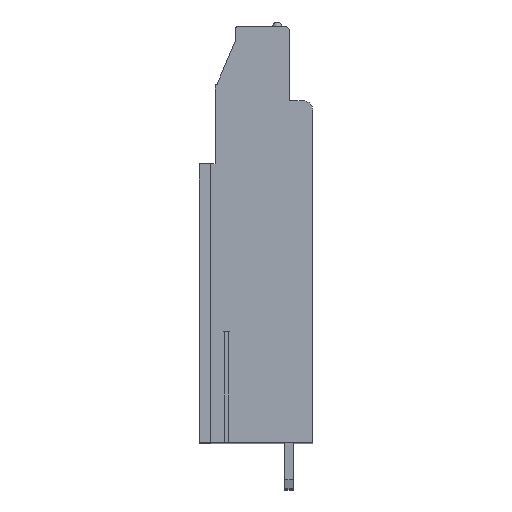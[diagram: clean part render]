
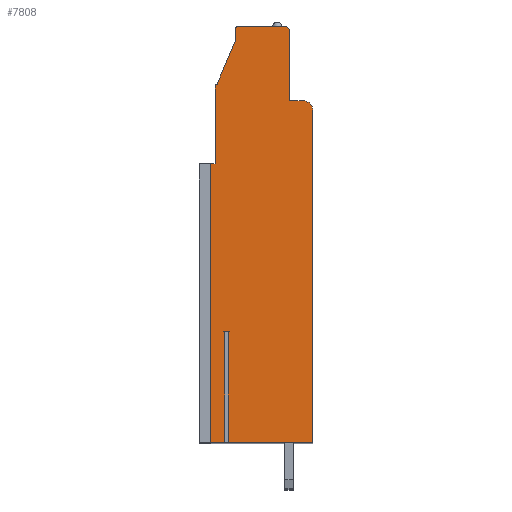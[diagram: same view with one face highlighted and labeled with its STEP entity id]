
A CAD part, top view. The second image highlights one B-rep face of the part: STEP entity #7808.
In plain terms, the highlighted planar face has unit normal (0, 0, 1).
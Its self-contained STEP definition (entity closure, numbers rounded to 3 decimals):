
#13=DIRECTION('',(0.,1.,0.));
#14=VECTOR('',#13,30.);
#15=CARTESIAN_POINT('',(-5.16,-17.199,73.66));
#16=LINE('',#15,#14);
#17=DIRECTION('',(-1.,0.,0.));
#18=VECTOR('',#17,0.5);
#19=CARTESIAN_POINT('',(-4.66,12.801,73.66));
#20=LINE('',#19,#18);
#21=DIRECTION('',(0.,-1.,0.));
#22=VECTOR('',#21,8.4);
#23=CARTESIAN_POINT('',(-4.66,21.201,73.66));
#24=LINE('',#23,#22);
#25=CARTESIAN_POINT('',(-4.46,21.201,73.66));
#26=DIRECTION('',(0.,0.,1.));
#27=DIRECTION('',(0.,1.,0.));
#28=AXIS2_PLACEMENT_3D('',#25,#26,#27);
#30=DIRECTION('',(-0.392,-0.92,0.));
#31=VECTOR('',#30,5.108);
#32=CARTESIAN_POINT('',(-2.46,26.101,73.66));
#33=LINE('',#32,#31);
#34=DIRECTION('',(0.,-1.,0.));
#35=VECTOR('',#34,1.2);
#36=CARTESIAN_POINT('',(-2.46,27.301,73.66));
#37=LINE('',#36,#35);
#38=CARTESIAN_POINT('',(-2.16,27.301,73.66));
#39=DIRECTION('',(0.,0.,1.));
#40=DIRECTION('',(0.,1.,0.));
#41=AXIS2_PLACEMENT_3D('',#38,#39,#40);
#43=DIRECTION('',(-1.,0.,0.));
#44=VECTOR('',#43,5.);
#45=CARTESIAN_POINT('',(2.84,27.601,73.66));
#46=LINE('',#45,#44);
#47=CARTESIAN_POINT('',(2.84,27.101,73.66));
#48=DIRECTION('',(0.,0.,1.));
#49=DIRECTION('',(1.,0.,0.));
#50=AXIS2_PLACEMENT_3D('',#47,#48,#49);
#52=DIRECTION('',(0.,1.,0.));
#53=VECTOR('',#52,7.5);
#54=CARTESIAN_POINT('',(3.34,19.601,73.66));
#55=LINE('',#54,#53);
#56=DIRECTION('',(-1.,0.,0.));
#57=VECTOR('',#56,1.5);
#58=CARTESIAN_POINT('',(4.84,19.601,73.66));
#59=LINE('',#58,#57);
#60=CARTESIAN_POINT('',(4.84,18.601,73.66));
#61=DIRECTION('',(0.,0.,1.));
#62=DIRECTION('',(1.,0.,0.));
#63=AXIS2_PLACEMENT_3D('',#60,#61,#62);
#65=DIRECTION('',(0.,1.,0.));
#66=VECTOR('',#65,35.8);
#67=CARTESIAN_POINT('',(5.84,-17.199,73.66));
#68=LINE('',#67,#66);
#69=DIRECTION('',(1.,0.,0.));
#70=VECTOR('',#69,9.11);
#71=CARTESIAN_POINT('',(-3.27,-17.199,73.66));
#72=LINE('',#71,#70);
#73=DIRECTION('',(0.,1.,0.));
#74=VECTOR('',#73,11.95);
#75=CARTESIAN_POINT('',(-3.27,-17.199,73.66));
#76=LINE('',#75,#74);
#77=DIRECTION('',(-1.,0.,0.));
#78=VECTOR('',#77,0.38);
#79=CARTESIAN_POINT('',(-3.27,-5.249,73.66));
#80=LINE('',#79,#78);
#81=DIRECTION('',(0.,1.,0.));
#82=VECTOR('',#81,11.95);
#83=CARTESIAN_POINT('',(-3.65,-17.199,73.66));
#84=LINE('',#83,#82);
#85=DIRECTION('',(1.,0.,0.));
#86=VECTOR('',#85,1.51);
#87=CARTESIAN_POINT('',(-5.16,-17.199,73.66));
#88=LINE('',#87,#86);
#5987=CARTESIAN_POINT('',(5.84,-17.199,73.66));
#5988=CARTESIAN_POINT('',(5.84,18.601,73.66));
#5989=VERTEX_POINT('',#5987);
#5990=VERTEX_POINT('',#5988);
#5991=CARTESIAN_POINT('',(4.84,19.601,73.66));
#5992=VERTEX_POINT('',#5991);
#5993=CARTESIAN_POINT('',(3.34,19.601,73.66));
#5994=VERTEX_POINT('',#5993);
#5995=CARTESIAN_POINT('',(3.34,27.101,73.66));
#5996=VERTEX_POINT('',#5995);
#5997=CARTESIAN_POINT('',(2.84,27.601,73.66));
#5998=VERTEX_POINT('',#5997);
#5999=CARTESIAN_POINT('',(-2.16,27.601,73.66));
#6000=VERTEX_POINT('',#5999);
#6001=CARTESIAN_POINT('',(-2.46,27.301,73.66));
#6002=VERTEX_POINT('',#6001);
#6003=CARTESIAN_POINT('',(-2.46,26.101,73.66));
#6004=VERTEX_POINT('',#6003);
#6005=CARTESIAN_POINT('',(-4.46,21.401,73.66));
#6006=VERTEX_POINT('',#6005);
#6007=CARTESIAN_POINT('',(-4.66,21.201,73.66));
#6008=VERTEX_POINT('',#6007);
#6009=CARTESIAN_POINT('',(-4.66,12.801,73.66));
#6010=VERTEX_POINT('',#6009);
#6123=CARTESIAN_POINT('',(-3.27,-5.249,73.66));
#6124=CARTESIAN_POINT('',(-3.65,-5.249,73.66));
#6125=VERTEX_POINT('',#6123);
#6126=VERTEX_POINT('',#6124);
#6127=CARTESIAN_POINT('',(-3.27,-17.199,73.66));
#6128=VERTEX_POINT('',#6127);
#6129=CARTESIAN_POINT('',(-3.65,-17.199,73.66));
#6130=VERTEX_POINT('',#6129);
#6139=CARTESIAN_POINT('',(-5.16,-17.199,73.66));
#6140=CARTESIAN_POINT('',(-5.16,12.801,73.66));
#6141=VERTEX_POINT('',#6139);
#6142=VERTEX_POINT('',#6140);
#7765=CARTESIAN_POINT('',(0.,0.,73.66));
#7766=DIRECTION('',(0.,0.,1.));
#7767=DIRECTION('',(1.,0.,0.));
#7768=AXIS2_PLACEMENT_3D('',#7765,#7766,#7767);
#7769=PLANE('',#7768);
#7771=ORIENTED_EDGE('',*,*,#7770,.T.);
#7773=ORIENTED_EDGE('',*,*,#7772,.F.);
#7775=ORIENTED_EDGE('',*,*,#7774,.F.);
#7777=ORIENTED_EDGE('',*,*,#7776,.F.);
#7779=ORIENTED_EDGE('',*,*,#7778,.F.);
#7781=ORIENTED_EDGE('',*,*,#7780,.F.);
#7783=ORIENTED_EDGE('',*,*,#7782,.F.);
#7785=ORIENTED_EDGE('',*,*,#7784,.F.);
#7787=ORIENTED_EDGE('',*,*,#7786,.F.);
#7789=ORIENTED_EDGE('',*,*,#7788,.F.);
#7791=ORIENTED_EDGE('',*,*,#7790,.F.);
#7793=ORIENTED_EDGE('',*,*,#7792,.F.);
#7795=ORIENTED_EDGE('',*,*,#7794,.F.);
#7797=ORIENTED_EDGE('',*,*,#7796,.F.);
#7799=ORIENTED_EDGE('',*,*,#7798,.T.);
#7801=ORIENTED_EDGE('',*,*,#7800,.T.);
#7803=ORIENTED_EDGE('',*,*,#7802,.F.);
#7805=ORIENTED_EDGE('',*,*,#7804,.F.);
#7806=EDGE_LOOP('',(#7771,#7773,#7775,#7777,#7779,#7781,#7783,#7785,#7787,#7789,
#7791,#7793,#7795,#7797,#7799,#7801,#7803,#7805));
#7807=FACE_OUTER_BOUND('',#7806,.F.);
#29=CIRCLE('',#28,0.2);
#42=CIRCLE('',#41,0.3);
#51=CIRCLE('',#50,0.5);
#64=CIRCLE('',#63,1.);
#7770=EDGE_CURVE('',#6141,#6142,#16,.T.);
#7772=EDGE_CURVE('',#6010,#6142,#20,.T.);
#7774=EDGE_CURVE('',#6008,#6010,#24,.T.);
#7776=EDGE_CURVE('',#6006,#6008,#29,.T.);
#7778=EDGE_CURVE('',#6004,#6006,#33,.T.);
#7780=EDGE_CURVE('',#6002,#6004,#37,.T.);
#7782=EDGE_CURVE('',#6000,#6002,#42,.T.);
#7784=EDGE_CURVE('',#5998,#6000,#46,.T.);
#7786=EDGE_CURVE('',#5996,#5998,#51,.T.);
#7788=EDGE_CURVE('',#5994,#5996,#55,.T.);
#7790=EDGE_CURVE('',#5992,#5994,#59,.T.);
#7792=EDGE_CURVE('',#5990,#5992,#64,.T.);
#7794=EDGE_CURVE('',#5989,#5990,#68,.T.);
#7796=EDGE_CURVE('',#6128,#5989,#72,.T.);
#7798=EDGE_CURVE('',#6128,#6125,#76,.T.);
#7800=EDGE_CURVE('',#6125,#6126,#80,.T.);
#7802=EDGE_CURVE('',#6130,#6126,#84,.T.);
#7804=EDGE_CURVE('',#6141,#6130,#88,.T.);
#7808=ADVANCED_FACE('',(#7807),#7769,.T.);
